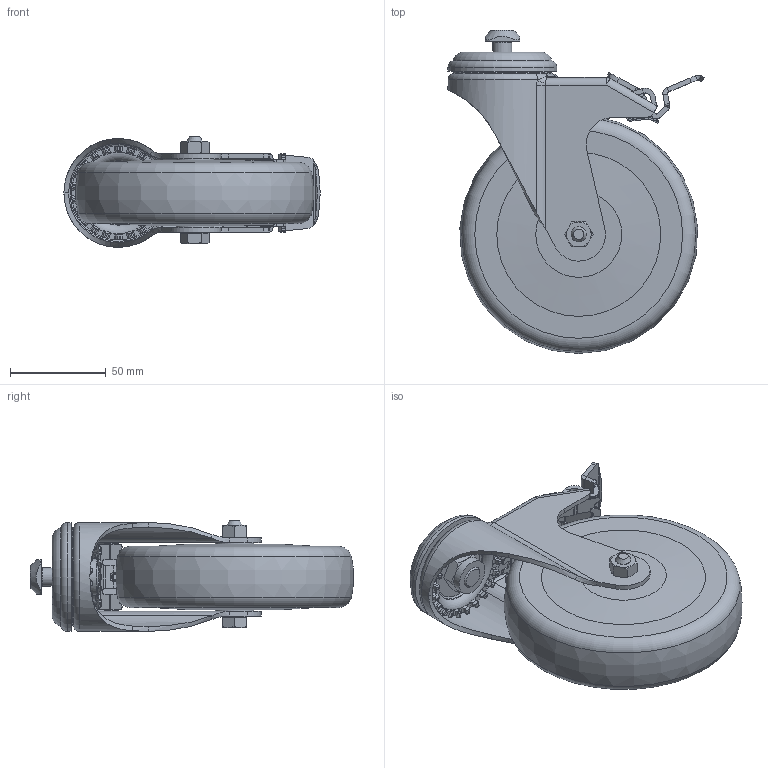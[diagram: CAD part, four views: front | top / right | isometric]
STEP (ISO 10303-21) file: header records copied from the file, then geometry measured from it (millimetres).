
FILE_DESCRIPTION(('STEP AP214'),'1');
FILE_NAME('cctmp_E04E611D-FEB6-4C15-A460-33AD80FC966B_2022_08_01_09_47_03_0000_16572..stp','2022-08-01T07:47:05',('Bosch Rexroth AG'),('CADClick - www.CADClick.com'),'Spatial InterOp 3D',' ','unknown authorization - (Healing Option Enabled)');
FILE_SCHEMA(('AUTOMOTIVE_DESIGN'));
Length unit declared in the file: millimetre
Products named in the file (1): 2022_08_01_09_47_02_0937
Bounding box: 134.11 x 169.16 x 58 mm (x, y, z)
Volume: 463761.6 mm3; surface area: 78557 mm2
Topology: 1 solids, 1 shells, 1002 faces, 2672 edges, 1618 vertices
Faces by surface type: cylinder 361, plane 303, bspline 163, torus 134, cone 37, sphere 4
Full cylindrical faces by diameter (mm): 8 x3, 9.9 x1, 13 x1, 18.998 x1, 20 x2, 49 x1, 57 x1
Entity records: 92810 total; most frequent: CARTESIAN_POINT 61998, ORIENTED_EDGE 5166, DIRECTION 4218, EDGE_CURVE 2583, AXIS2_PLACEMENT_3D 1637, VERTEX_POINT 1613, EDGE_LOOP 1056, STYLED_ITEM 1003
